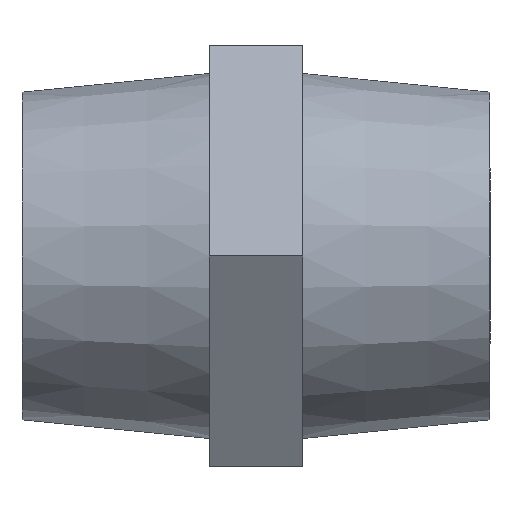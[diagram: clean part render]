
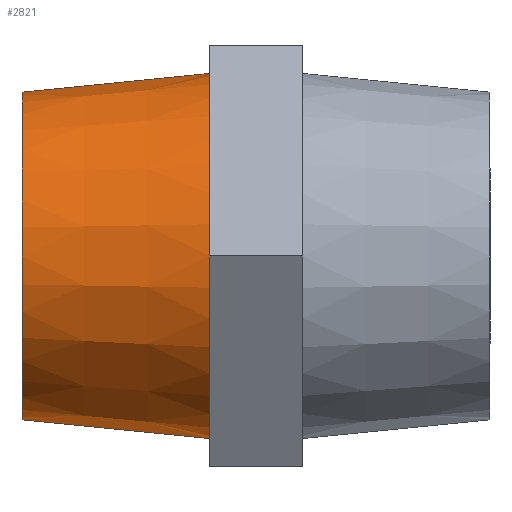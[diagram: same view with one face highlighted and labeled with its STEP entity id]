
A CAD part, left-side view. The second image highlights one B-rep face of the part: STEP entity #2821.
In plain terms, the highlighted conical face has half-angle 5.711 degrees and reference radius 7.8 mm.
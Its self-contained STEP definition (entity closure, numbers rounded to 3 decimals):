
#22 = CARTESIAN_POINT ( 'NONE',  ( 0., 2., 0. ) ) ;
#29 = CIRCLE ( 'NONE', #445, 7. ) ;
#71 = CARTESIAN_POINT ( 'NONE',  ( 0., 2., -7.8 ) ) ;
#101 = EDGE_CURVE ( 'NONE', #2491, #2502, #1366, .T. ) ;
#231 = CIRCLE ( 'NONE', #2967, 7.8 ) ;
#445 = AXIS2_PLACEMENT_3D ( 'NONE', #1529, #2481, #516 ) ;
#451 = DIRECTION ( 'NONE',  ( 0., -1., 0. ) ) ;
#516 = DIRECTION ( 'NONE',  ( 0., 0., -1. ) ) ;
#641 = ORIENTED_EDGE ( 'NONE', *, *, #101, .F. ) ;
#753 = EDGE_CURVE ( 'NONE', #2491, #1596, #29, .T. ) ;
#833 = CARTESIAN_POINT ( 'NONE',  ( 0., 10., 7. ) ) ;
#992 = DIRECTION ( 'NONE',  ( 0., -1., 0. ) ) ;
#1051 = ORIENTED_EDGE ( 'NONE', *, *, #753, .T. ) ;
#1151 = ORIENTED_EDGE ( 'NONE', *, *, #1234, .T. ) ;
#1191 = CARTESIAN_POINT ( 'NONE',  ( 0., 10., -7. ) ) ;
#1208 = CARTESIAN_POINT ( 'NONE',  ( 0., 2., 0. ) ) ;
#1234 = EDGE_CURVE ( 'NONE', #1596, #2091, #2474, .T. ) ;
#1351 = CARTESIAN_POINT ( 'NONE',  ( 0., 2., 7.8 ) ) ;
#1352 = DIRECTION ( 'NONE',  ( 0., -0.995, 0.1 ) ) ;
#1366 = LINE ( 'NONE', #2090, #1376 ) ;
#1376 = VECTOR ( 'NONE', #1352, 1000. ) ;
#1490 = DIRECTION ( 'NONE',  ( 0., -0.995, -0.1 ) ) ;
#1529 = CARTESIAN_POINT ( 'NONE',  ( 0., 10., 0. ) ) ;
#1587 = CONICAL_SURFACE ( 'NONE', #2963, 7.8, 0.1 ) ;
#1596 = VERTEX_POINT ( 'NONE', #1191 ) ;
#1629 = CARTESIAN_POINT ( 'NONE',  ( 0., 2., -7.8 ) ) ;
#1950 = EDGE_LOOP ( 'NONE', ( #641, #1051, #1151, #2410 ) ) ;
#2090 = CARTESIAN_POINT ( 'NONE',  ( 0., 2., 7.8 ) ) ;
#2091 = VERTEX_POINT ( 'NONE', #1629 ) ;
#2101 = FACE_OUTER_BOUND ( 'NONE', #1950, .T. ) ;
#2181 = EDGE_CURVE ( 'NONE', #2502, #2091, #231, .T. ) ;
#2410 = ORIENTED_EDGE ( 'NONE', *, *, #2181, .F. ) ;
#2413 = VECTOR ( 'NONE', #1490, 1000. ) ;
#2474 = LINE ( 'NONE', #71, #2413 ) ;
#2481 = DIRECTION ( 'NONE',  ( 0., -1., 0. ) ) ;
#2491 = VERTEX_POINT ( 'NONE', #833 ) ;
#2502 = VERTEX_POINT ( 'NONE', #1351 ) ;
#2702 = DIRECTION ( 'NONE',  ( 0., 0., -1. ) ) ;
#2821 = ADVANCED_FACE ( 'NONE', ( #2101 ), #1587, .T. ) ;
#2918 = DIRECTION ( 'NONE',  ( 0., 0., -1. ) ) ;
#2963 = AXIS2_PLACEMENT_3D ( 'NONE', #22, #992, #2702 ) ;
#2967 = AXIS2_PLACEMENT_3D ( 'NONE', #1208, #451, #2918 ) ;
